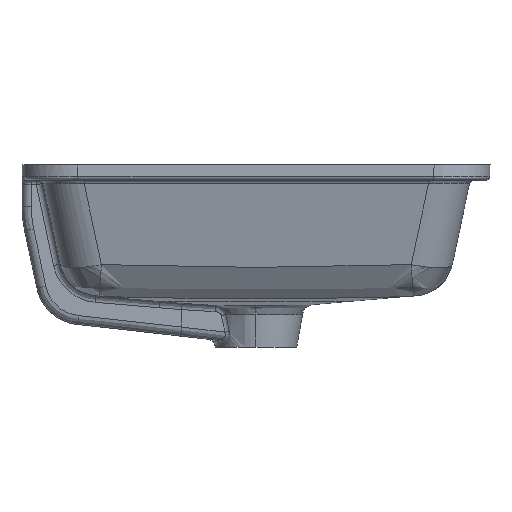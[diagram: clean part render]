
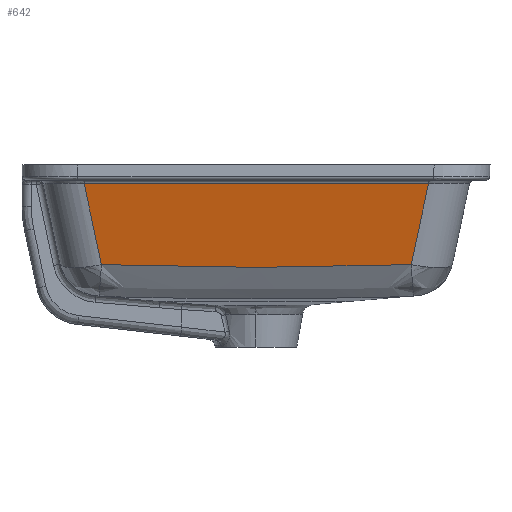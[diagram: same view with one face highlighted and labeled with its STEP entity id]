
A CAD part, left-side view. The second image highlights one B-rep face of the part: STEP entity #642.
In plain terms, the highlighted planar face has unit normal (-0.978, 0, -0.208).
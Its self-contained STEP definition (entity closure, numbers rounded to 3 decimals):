
#642=ADVANCED_FACE('',(#894),#4333,.T.);
#894=FACE_OUTER_BOUND('',#1148,.T.);
#1148=EDGE_LOOP('',(#1566,#1567,#1568,#1569));
#1566=ORIENTED_EDGE('',*,*,#2713,.F.);
#1567=ORIENTED_EDGE('',*,*,#2797,.F.);
#1568=ORIENTED_EDGE('',*,*,#2714,.F.);
#1569=ORIENTED_EDGE('',*,*,#2712,.F.);
#2712=EDGE_CURVE('',#3956,#3957,#3423,.T.);
#2713=EDGE_CURVE('',#3958,#3956,#3424,.T.);
#2714=EDGE_CURVE('',#3957,#3959,#3425,.T.);
#2797=EDGE_CURVE('',#3959,#3958,#3497,.T.);
#3423=B_SPLINE_CURVE_WITH_KNOTS('',3,(#16648,#16649,#16650,#16651,#16652,
#16653,#16654,#16655,#16656,#16657),.UNSPECIFIED.,.F.,.F.,(4,3,3,4),(-72.578,
-41.749,-7.612,0.),.UNSPECIFIED.);
#3424=B_SPLINE_CURVE_WITH_KNOTS('',1,(#16658,#16659,#16660,#16661),
 .UNSPECIFIED.,.F.,.F.,(2,1,1,2),(-295.75,-272.903,-23.406,
0.),.UNSPECIFIED.);
#3425=B_SPLINE_CURVE_WITH_KNOTS('',3,(#16662,#16663,#16664,#16665,#16666,
#16667,#16668,#16669,#16670,#16671,#16672,#16673,#16674,#16675),
 .UNSPECIFIED.,.F.,.F.,(4,2,2,2,2,2,4),(-266.27,-232.987,
-199.703,-133.135,-66.568,-33.284,
0.),.UNSPECIFIED.);
#3497=B_SPLINE_CURVE_WITH_KNOTS('',3,(#17405,#17406,#17407,#17408,#17409,
#17410,#17411,#17412,#17413,#17414),.UNSPECIFIED.,.F.,.F.,(4,3,3,4),(0.,
5.773,39.923,72.614),.UNSPECIFIED.);
#3956=VERTEX_POINT('',#15443);
#3957=VERTEX_POINT('',#15444);
#3958=VERTEX_POINT('',#15445);
#3959=VERTEX_POINT('',#15446);
#4333=PLANE('',#4446);
#4446=AXIS2_PLACEMENT_3D('',#7964,#4539,$);
#4539=DIRECTION('',(-0.978,0.,-0.208));
#7964=CARTESIAN_POINT('',(-186.964,184.733,-134.235));
#15443=CARTESIAN_POINT('',(-207.809,-148.154,-36.168));
#15444=CARTESIAN_POINT('',(-193.035,-133.38,-105.674));
#15445=CARTESIAN_POINT('',(-207.809,147.596,-36.168));
#15446=CARTESIAN_POINT('',(-193.028,132.815,-105.709));
#16648=CARTESIAN_POINT('',(-207.809,-148.154,-36.168));
#16649=CARTESIAN_POINT('',(-205.717,-146.062,-46.01));
#16650=CARTESIAN_POINT('',(-203.625,-143.971,-55.851));
#16651=CARTESIAN_POINT('',(-201.534,-141.879,-65.692));
#16652=CARTESIAN_POINT('',(-199.217,-139.562,-76.59));
#16653=CARTESIAN_POINT('',(-196.901,-137.246,-87.487));
#16654=CARTESIAN_POINT('',(-194.585,-134.93,-98.384));
#16655=CARTESIAN_POINT('',(-194.068,-134.413,-100.814));
#16656=CARTESIAN_POINT('',(-193.552,-133.897,-103.244));
#16657=CARTESIAN_POINT('',(-193.035,-133.38,-105.674));
#16658=CARTESIAN_POINT('',(-207.809,147.596,-36.168));
#16659=CARTESIAN_POINT('',(-207.809,124.748,-36.168));
#16660=CARTESIAN_POINT('',(-207.809,-124.748,-36.168));
#16661=CARTESIAN_POINT('',(-207.809,-148.154,-36.168));
#16662=CARTESIAN_POINT('',(-193.035,-133.38,-105.674));
#16663=CARTESIAN_POINT('',(-192.895,-122.307,-106.335));
#16664=CARTESIAN_POINT('',(-192.817,-111.219,-106.703));
#16665=CARTESIAN_POINT('',(-192.721,-89.035,-107.15));
#16666=CARTESIAN_POINT('',(-192.685,-77.941,-107.32));
#16667=CARTESIAN_POINT('',(-192.581,-44.661,-107.811));
#16668=CARTESIAN_POINT('',(-192.536,-22.472,-108.024));
#16669=CARTESIAN_POINT('',(-192.535,21.906,-108.027));
#16670=CARTESIAN_POINT('',(-192.579,44.095,-107.821));
#16671=CARTESIAN_POINT('',(-192.68,77.375,-107.344));
#16672=CARTESIAN_POINT('',(-192.715,88.469,-107.181));
#16673=CARTESIAN_POINT('',(-192.809,110.654,-106.74));
#16674=CARTESIAN_POINT('',(-192.886,121.741,-106.376));
#16675=CARTESIAN_POINT('',(-193.028,132.815,-105.709));
#17405=CARTESIAN_POINT('',(-193.028,132.815,-105.709));
#17406=CARTESIAN_POINT('',(-193.42,133.206,-103.866));
#17407=CARTESIAN_POINT('',(-193.811,133.598,-102.023));
#17408=CARTESIAN_POINT('',(-194.203,133.99,-100.18));
#17409=CARTESIAN_POINT('',(-196.52,136.307,-89.279));
#17410=CARTESIAN_POINT('',(-198.837,138.624,-78.377));
#17411=CARTESIAN_POINT('',(-201.154,140.941,-67.476));
#17412=CARTESIAN_POINT('',(-203.373,143.159,-57.04));
#17413=CARTESIAN_POINT('',(-205.591,145.378,-46.604));
#17414=CARTESIAN_POINT('',(-207.809,147.596,-36.168));
